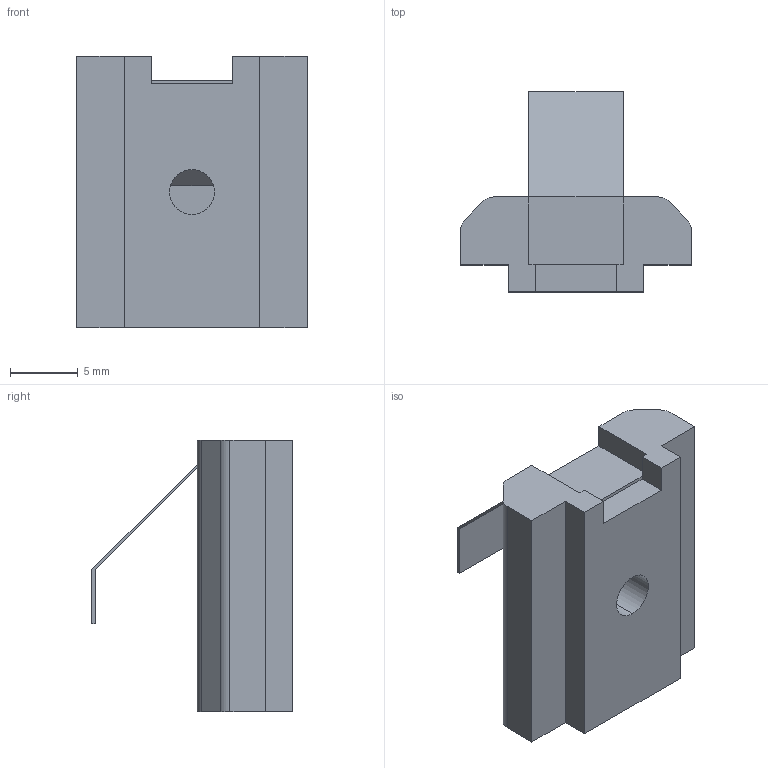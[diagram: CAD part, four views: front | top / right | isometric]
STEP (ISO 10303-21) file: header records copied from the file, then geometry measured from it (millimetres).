
FILE_DESCRIPTION (( 'STEP AP214' ), '1' );
FILE_NAME ('Ò-ñóõàðü Ïàç 10 Ì4 20õ17õ7 ñ ïåðåìû÷êîé.STEP', '2022-03-31T15:02:31', ( 'user' ), ( '' ), 'SwSTEP 2.0', 'SolidWorks 2021', '' );
FILE_SCHEMA (( 'AUTOMOTIVE_DESIGN' ));
Length unit declared in the file: millimetre
Products named in the file (1): Ò-ñóõàðü Ïàç 10 Ì4 20õ17õ7 ñ ïåðåìû÷êîé
Bounding box: 17 x 14.78 x 20 mm (x, y, z)
Volume: 1893.6 mm3; surface area: 1384.8 mm2
Topology: 1 solids, 1 shells, 35 faces, 93 edges, 60 vertices
Faces by surface type: plane 29, cylinder 6
Entity records: 1131 total; most frequent: CARTESIAN_POINT 189, ORIENTED_EDGE 186, DIRECTION 177, EDGE_CURVE 93, VECTOR 81, LINE 81, VERTEX_POINT 60, AXIS2_PLACEMENT_3D 48
